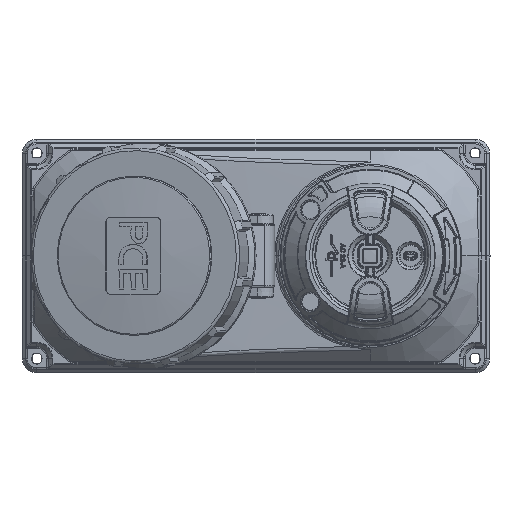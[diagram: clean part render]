
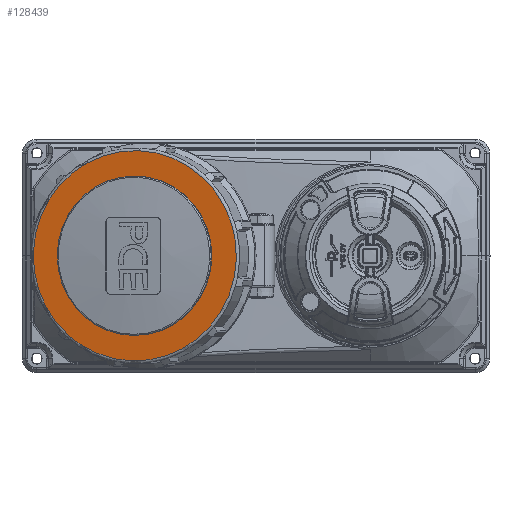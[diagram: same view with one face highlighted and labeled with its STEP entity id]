
A CAD part, top view. The second image highlights one B-rep face of the part: STEP entity #128439.
In plain terms, the highlighted planar face has unit normal (-0.259, 0, 0.966).
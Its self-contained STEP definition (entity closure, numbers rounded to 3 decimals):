
#4319 = DIRECTION ( 'NONE',  ( -0.259, 0., 0.966 ) ) ;
#4973 = CARTESIAN_POINT ( 'NONE',  ( -17.788, 0., 48.635 ) ) ;
#13466 = CARTESIAN_POINT ( 'NONE',  ( -46.669, 0., 40.896 ) ) ;
#18474 = DIRECTION ( 'NONE',  ( 0.512, 0.848, 0.137 ) ) ;
#20062 = VERTEX_POINT ( 'NONE', #4973 ) ;
#27893 = DIRECTION ( 'NONE',  ( 0.966, 0., 0.259 ) ) ;
#33305 = AXIS2_PLACEMENT_3D ( 'NONE', #89769, #4319, #104125 ) ;
#34628 = FACE_BOUND ( 'NONE', #114897, .T. ) ;
#40492 = CARTESIAN_POINT ( 'NONE',  ( -25.939, 34.346, 46.451 ) ) ;
#45793 = CIRCLE ( 'NONE', #174564, 29.9 ) ;
#47752 = EDGE_CURVE ( 'NONE', #20062, #20062, #45793, .T. ) ;
#51803 = EDGE_LOOP ( 'NONE', ( #179657 ) ) ;
#85865 = AXIS2_PLACEMENT_3D ( 'NONE', #131366, #103836, #18474 ) ;
#89489 = PLANE ( 'NONE',  #85865 ) ;
#89769 = CARTESIAN_POINT ( 'NONE',  ( -46.669, 0., 40.896 ) ) ;
#103836 = DIRECTION ( 'NONE',  ( -0.259, 0., 0.966 ) ) ;
#104125 = DIRECTION ( 'NONE',  ( 0.512, 0.848, 0.137 ) ) ;
#106223 = ORIENTED_EDGE ( 'NONE', *, *, #47752, .F. ) ;
#113231 = DIRECTION ( 'NONE',  ( -0.259, 0., 0.966 ) ) ;
#114897 = EDGE_LOOP ( 'NONE', ( #106223 ) ) ;
#128439 = ADVANCED_FACE ( 'NONE', ( #143989, #34628 ), #89489, .T. ) ;
#131366 = CARTESIAN_POINT ( 'NONE',  ( -71.326, 15.951, 34.289 ) ) ;
#143989 = FACE_OUTER_BOUND ( 'NONE', #51803, .T. ) ;
#151473 = CIRCLE ( 'NONE', #33305, 40.5 ) ;
#171827 = EDGE_CURVE ( 'NONE', #185027, #185027, #151473, .T. ) ;
#174564 = AXIS2_PLACEMENT_3D ( 'NONE', #13466, #113231, #27893 ) ;
#179657 = ORIENTED_EDGE ( 'NONE', *, *, #171827, .T. ) ;
#185027 = VERTEX_POINT ( 'NONE', #40492 ) ;
